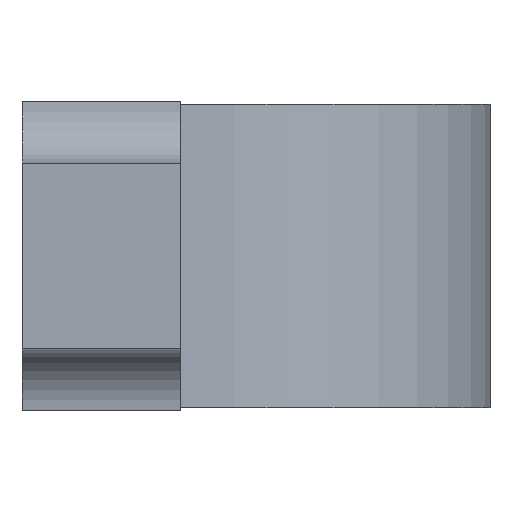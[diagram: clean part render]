
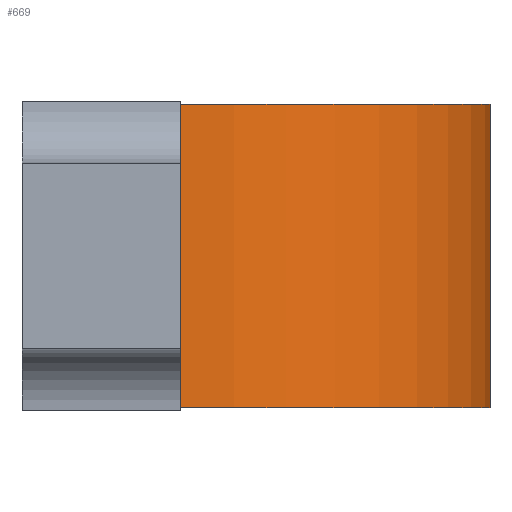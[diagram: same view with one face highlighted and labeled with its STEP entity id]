
A CAD part, left-side view. The second image highlights one B-rep face of the part: STEP entity #669.
In plain terms, the highlighted cylindrical face has radius 1 mm (diameter 2 mm), a partial arc.
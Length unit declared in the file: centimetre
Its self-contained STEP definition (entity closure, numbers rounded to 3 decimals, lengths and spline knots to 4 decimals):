
#32=CARTESIAN_POINT('',(0.1,0.,0.099));
#33=VERTEX_POINT('',#32);
#34=CARTESIAN_POINT('',(-0.1,-0.,0.099));
#35=VERTEX_POINT('',#34);
#36=CARTESIAN_POINT('',(0.,0.,0.099));
#37=DIRECTION('',(0.,-0.,-1.));
#38=DIRECTION('',(1.,0.,0.));
#39=AXIS2_PLACEMENT_3D('',#36,#37,#38);
#40=CIRCLE('',#39,0.1);
#41=EDGE_CURVE('',#33,#35,#40,.T.);
#177=CARTESIAN_POINT('',(-0.1,-0.,0.001));
#178=VERTEX_POINT('',#177);
#179=CARTESIAN_POINT('',(0.1,0.,0.001));
#180=VERTEX_POINT('',#179);
#181=CARTESIAN_POINT('',(0.,0.,0.001));
#182=DIRECTION('',(0.,0.,1.));
#183=DIRECTION('',(1.,0.,-0.));
#184=AXIS2_PLACEMENT_3D('',#181,#182,#183);
#185=CIRCLE('',#184,0.1);
#186=EDGE_CURVE('',#178,#180,#185,.T.);
#484=CARTESIAN_POINT('',(-0.1,0.,-12345.));
#485=DIRECTION('',(0.,0.,1.));
#486=VECTOR('',#485,24690.);
#487=LINE('',#484,#486);
#488=EDGE_CURVE('',#178,#35,#487,.T.);
#491=CARTESIAN_POINT('',(0.1,0.,-12345.));
#492=DIRECTION('',(0.,0.,1.));
#493=VECTOR('',#492,24690.);
#494=LINE('',#491,#493);
#495=EDGE_CURVE('',#180,#33,#494,.T.);
#658=CARTESIAN_POINT('',(0.,0.,0.));
#659=DIRECTION('',(0.,0.,1.));
#660=DIRECTION('',(1.,0.,0.));
#661=AXIS2_PLACEMENT_3D('',#658,#659,#660);
#662=CYLINDRICAL_SURFACE('',#661,0.1);
#663=ORIENTED_EDGE('',*,*,#41,.T.);
#664=ORIENTED_EDGE('',*,*,#488,.F.);
#665=ORIENTED_EDGE('',*,*,#186,.T.);
#666=ORIENTED_EDGE('',*,*,#495,.T.);
#667=EDGE_LOOP('',(#663,#664,#665,#666));
#668=FACE_BOUND('',#667,.T.);
#669=ADVANCED_FACE('',(#668),#662,.T.);
